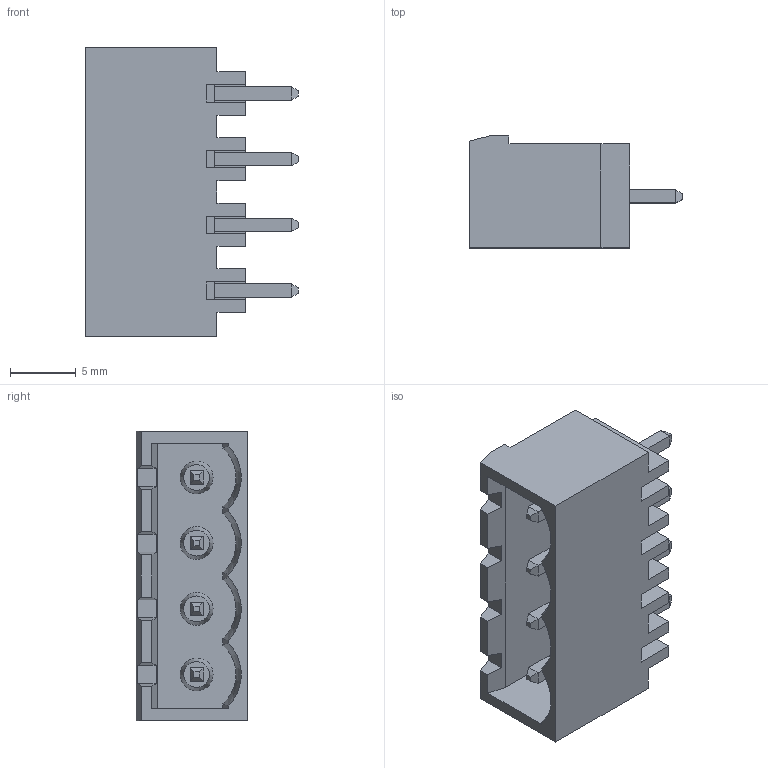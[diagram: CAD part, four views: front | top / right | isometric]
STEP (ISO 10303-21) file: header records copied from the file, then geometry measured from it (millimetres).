
FILE_DESCRIPTION( ( 'STEP AP214' ), '1' );
FILE_NAME( ' ', ' ', ( ' ' ), ( ' ' ), 'PSStep 11.0', 'VISI 17.0', ' ' );
FILE_SCHEMA( ( 'AUTOMOTIVE_DESIGN { 1 0 10303 214 1 1 1 1 }' ) );
Length unit declared in the file: millimetre
Products named in the file (1): 1
Bounding box: 16.2 x 8.5 x 22 mm (x, y, z)
Volume: 1031.3 mm3; surface area: 1907.4 mm2
Topology: 1 solids, 1 shells, 167 faces, 423 edges, 270 vertices
Faces by surface type: plane 155, cone 8, cylinder 4
Entity records: 6194 total; most frequent: CARTESIAN_POINT 873, ORIENTED_EDGE 830, DIRECTION 763, EDGE_CURVE 415, LINE 387, VECTOR 387, VERTEX_POINT 266, AXIS2_PLACEMENT_3D 188
